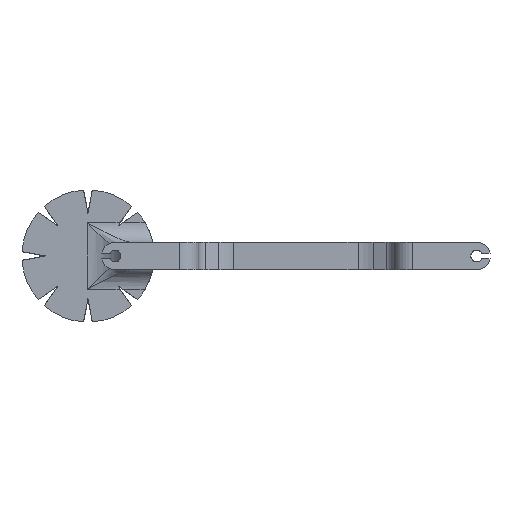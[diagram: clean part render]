
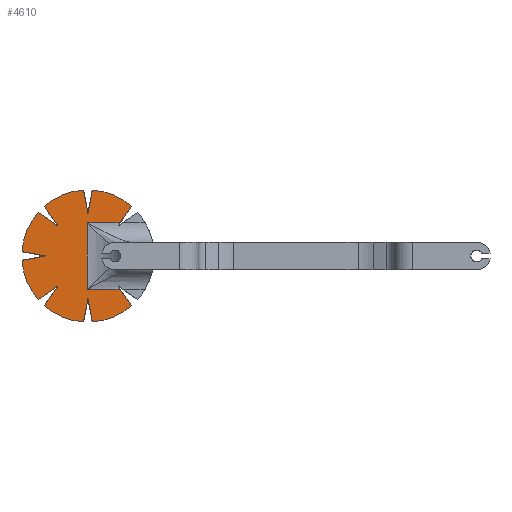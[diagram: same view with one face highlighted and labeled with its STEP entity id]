
A CAD part, front view. The second image highlights one B-rep face of the part: STEP entity #4610.
In plain terms, the highlighted planar face has unit normal (0, -1, 0).
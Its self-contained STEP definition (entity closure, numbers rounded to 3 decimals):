
#128=PLANE('',#5053);
#416=FACE_OUTER_BOUND('',#674,.T.);
#674=EDGE_LOOP('',(#3892,#3893,#3894,#3895,#3896,#3897,#3898,#3899,#3900,
#3901,#3902,#3903,#3904,#3905,#3906,#3907,#3908,#3909,#3910,#3911,#3912));
#1042=LINE('',#7886,#1428);
#1047=LINE('',#7917,#1433);
#1049=LINE('',#7922,#1435);
#1054=LINE('',#7953,#1440);
#1056=LINE('',#7958,#1442);
#1061=LINE('',#7989,#1447);
#1063=LINE('',#7994,#1449);
#1068=LINE('',#8025,#1454);
#1075=LINE('',#8066,#1461);
#1084=LINE('',#8113,#1470);
#1092=LINE('',#8165,#1478);
#1094=LINE('',#8169,#1480);
#1100=LINE('',#8736,#1486);
#1101=LINE('',#8738,#1487);
#1102=LINE('',#8739,#1488);
#1428=VECTOR('',#6010,1000.);
#1433=VECTOR('',#6017,1000.);
#1435=VECTOR('',#6021,1000.);
#1440=VECTOR('',#6028,1000.);
#1442=VECTOR('',#6032,1000.);
#1447=VECTOR('',#6039,1000.);
#1449=VECTOR('',#6043,1000.);
#1454=VECTOR('',#6050,1000.);
#1461=VECTOR('',#6065,1000.);
#1470=VECTOR('',#6088,1000.);
#1478=VECTOR('',#6104,1000.);
#1480=VECTOR('',#6108,1000.);
#1486=VECTOR('',#6194,1000.);
#1487=VECTOR('',#6195,1000.);
#1488=VECTOR('',#6196,1000.);
#1720=CIRCLE('',#5054,17.);
#1721=CIRCLE('',#5055,17.);
#1722=CIRCLE('',#5056,17.);
#1723=CIRCLE('',#5057,17.);
#1724=CIRCLE('',#5058,17.);
#1725=CIRCLE('',#5059,17.);
#2133=VERTEX_POINT('',#7883);
#2134=VERTEX_POINT('',#7885);
#2139=VERTEX_POINT('',#7915);
#2140=VERTEX_POINT('',#7919);
#2141=VERTEX_POINT('',#7921);
#2146=VERTEX_POINT('',#7951);
#2147=VERTEX_POINT('',#7955);
#2148=VERTEX_POINT('',#7957);
#2153=VERTEX_POINT('',#7987);
#2154=VERTEX_POINT('',#7991);
#2155=VERTEX_POINT('',#7993);
#2160=VERTEX_POINT('',#8023);
#2169=VERTEX_POINT('',#8063);
#2170=VERTEX_POINT('',#8065);
#2180=VERTEX_POINT('',#8110);
#2181=VERTEX_POINT('',#8112);
#2190=VERTEX_POINT('',#8162);
#2191=VERTEX_POINT('',#8164);
#2192=VERTEX_POINT('',#8168);
#2202=VERTEX_POINT('',#8735);
#2203=VERTEX_POINT('',#8737);
#2702=EDGE_CURVE('',#2134,#2133,#1042,.T.);
#2709=EDGE_CURVE('',#2133,#2139,#1047,.T.);
#2711=EDGE_CURVE('',#2141,#2140,#1049,.T.);
#2718=EDGE_CURVE('',#2140,#2146,#1054,.T.);
#2720=EDGE_CURVE('',#2148,#2147,#1056,.T.);
#2727=EDGE_CURVE('',#2147,#2153,#1061,.T.);
#2729=EDGE_CURVE('',#2155,#2154,#1063,.T.);
#2736=EDGE_CURVE('',#2154,#2160,#1068,.T.);
#2747=EDGE_CURVE('',#2170,#2169,#1075,.T.);
#2762=EDGE_CURVE('',#2181,#2180,#1084,.T.);
#2775=EDGE_CURVE('',#2191,#2190,#1092,.T.);
#2777=EDGE_CURVE('',#2192,#2191,#1094,.T.);
#2809=EDGE_CURVE('',#2155,#2169,#1720,.T.);
#2810=EDGE_CURVE('',#2148,#2160,#1721,.T.);
#2811=EDGE_CURVE('',#2141,#2153,#1722,.T.);
#2812=EDGE_CURVE('',#2134,#2146,#1723,.T.);
#2813=EDGE_CURVE('',#2192,#2139,#1724,.T.);
#2814=EDGE_CURVE('',#2181,#2190,#1725,.T.);
#2815=EDGE_CURVE('',#2202,#2180,#1100,.T.);
#2816=EDGE_CURVE('',#2203,#2202,#1101,.T.);
#2817=EDGE_CURVE('',#2170,#2203,#1102,.T.);
#3892=ORIENTED_EDGE('',*,*,#2747,.T.);
#3893=ORIENTED_EDGE('',*,*,#2809,.F.);
#3894=ORIENTED_EDGE('',*,*,#2729,.T.);
#3895=ORIENTED_EDGE('',*,*,#2736,.T.);
#3896=ORIENTED_EDGE('',*,*,#2810,.F.);
#3897=ORIENTED_EDGE('',*,*,#2720,.T.);
#3898=ORIENTED_EDGE('',*,*,#2727,.T.);
#3899=ORIENTED_EDGE('',*,*,#2811,.F.);
#3900=ORIENTED_EDGE('',*,*,#2711,.T.);
#3901=ORIENTED_EDGE('',*,*,#2718,.T.);
#3902=ORIENTED_EDGE('',*,*,#2812,.F.);
#3903=ORIENTED_EDGE('',*,*,#2702,.T.);
#3904=ORIENTED_EDGE('',*,*,#2709,.T.);
#3905=ORIENTED_EDGE('',*,*,#2813,.F.);
#3906=ORIENTED_EDGE('',*,*,#2777,.T.);
#3907=ORIENTED_EDGE('',*,*,#2775,.T.);
#3908=ORIENTED_EDGE('',*,*,#2814,.F.);
#3909=ORIENTED_EDGE('',*,*,#2762,.T.);
#3910=ORIENTED_EDGE('',*,*,#2815,.F.);
#3911=ORIENTED_EDGE('',*,*,#2816,.F.);
#3912=ORIENTED_EDGE('',*,*,#2817,.F.);
#4610=ADVANCED_FACE('',(#416),#128,.T.);
#5053=AXIS2_PLACEMENT_3D('',#8728,#6180,#6181);
#5054=AXIS2_PLACEMENT_3D('',#8729,#6182,#6183);
#5055=AXIS2_PLACEMENT_3D('',#8730,#6184,#6185);
#5056=AXIS2_PLACEMENT_3D('',#8731,#6186,#6187);
#5057=AXIS2_PLACEMENT_3D('',#8732,#6188,#6189);
#5058=AXIS2_PLACEMENT_3D('',#8733,#6190,#6191);
#5059=AXIS2_PLACEMENT_3D('',#8734,#6192,#6193);
#6010=DIRECTION('',(0.825,0.,0.565));
#6017=DIRECTION('',(-0.565,0.,-0.825));
#6021=DIRECTION('',(0.983,0.,-0.184));
#6028=DIRECTION('',(-0.983,0.,-0.184));
#6032=DIRECTION('',(0.565,0.,-0.825));
#6039=DIRECTION('',(-0.825,0.,0.565));
#6043=DIRECTION('',(-0.184,0.,-0.983));
#6050=DIRECTION('',(-0.184,0.,0.983));
#6065=DIRECTION('',(0.565,0.,0.825));
#6088=DIRECTION('',(-0.565,0.,0.825));
#6104=DIRECTION('',(0.184,0.,-0.983));
#6108=DIRECTION('',(0.184,0.,0.983));
#6180=DIRECTION('center_axis',(0.,-1.,0.));
#6181=DIRECTION('ref_axis',(0.,0.,1.));
#6182=DIRECTION('center_axis',(0.,1.,0.));
#6183=DIRECTION('ref_axis',(0.,0.,1.));
#6184=DIRECTION('center_axis',(0.,1.,0.));
#6185=DIRECTION('ref_axis',(0.,0.,1.));
#6186=DIRECTION('center_axis',(0.,1.,0.));
#6187=DIRECTION('ref_axis',(0.,0.,1.));
#6188=DIRECTION('center_axis',(0.,1.,0.));
#6189=DIRECTION('ref_axis',(0.,0.,1.));
#6190=DIRECTION('center_axis',(0.,1.,0.));
#6191=DIRECTION('ref_axis',(0.,0.,1.));
#6192=DIRECTION('center_axis',(0.,1.,0.));
#6193=DIRECTION('ref_axis',(0.,0.,1.));
#6194=DIRECTION('',(1.,0.,0.));
#6195=DIRECTION('',(0.,0.,-1.));
#6196=DIRECTION('',(-1.,0.,0.));
#7883=CARTESIAN_POINT('',(-61.278,-4.,-4.278));
#7885=CARTESIAN_POINT('',(-66.285,-4.,-7.704));
#7886=CARTESIAN_POINT('',(-67.996,-4.,-8.874));
#7915=CARTESIAN_POINT('',(-64.704,-4.,-9.285));
#7917=CARTESIAN_POINT('',(-61.278,-4.,-4.278));
#7919=CARTESIAN_POINT('',(-64.5,-4.,3.5));
#7921=CARTESIAN_POINT('',(-70.463,-4.,4.618));
#7922=CARTESIAN_POINT('',(-72.5,-4.,5.));
#7951=CARTESIAN_POINT('',(-70.463,-4.,2.382));
#7953=CARTESIAN_POINT('',(-64.5,-4.,3.5));
#7955=CARTESIAN_POINT('',(-61.278,-4.,11.278));
#7957=CARTESIAN_POINT('',(-64.704,-4.,16.285));
#7958=CARTESIAN_POINT('',(-65.874,-4.,17.996));
#7987=CARTESIAN_POINT('',(-66.285,-4.,14.704));
#7989=CARTESIAN_POINT('',(-61.278,-4.,11.278));
#7991=CARTESIAN_POINT('',(-53.5,-4.,14.5));
#7993=CARTESIAN_POINT('',(-52.382,-4.,20.463));
#7994=CARTESIAN_POINT('',(-52.,-4.,22.5));
#8023=CARTESIAN_POINT('',(-54.618,-4.,20.463));
#8025=CARTESIAN_POINT('',(-53.5,-4.,14.5));
#8063=CARTESIAN_POINT('',(-42.296,-4.,16.285));
#8065=CARTESIAN_POINT('',(-45.228,-4.,12.));
#8066=CARTESIAN_POINT('',(-45.722,-4.,11.278));
#8110=CARTESIAN_POINT('',(-45.228,-4.,-5.));
#8112=CARTESIAN_POINT('',(-42.296,-4.,-9.285));
#8113=CARTESIAN_POINT('',(-41.126,-4.,-10.996));
#8162=CARTESIAN_POINT('',(-52.382,-4.,-13.463));
#8164=CARTESIAN_POINT('',(-53.5,-4.,-7.5));
#8165=CARTESIAN_POINT('',(-53.5,-4.,-7.5));
#8168=CARTESIAN_POINT('',(-54.618,-4.,-13.463));
#8169=CARTESIAN_POINT('',(-55.,-4.,-15.5));
#8728=CARTESIAN_POINT('Origin',(-53.5,-4.,3.5));
#8729=CARTESIAN_POINT('Origin',(-53.5,-4.,3.5));
#8730=CARTESIAN_POINT('Origin',(-53.5,-4.,3.5));
#8731=CARTESIAN_POINT('Origin',(-53.5,-4.,3.5));
#8732=CARTESIAN_POINT('Origin',(-53.5,-4.,3.5));
#8733=CARTESIAN_POINT('Origin',(-53.5,-4.,3.5));
#8734=CARTESIAN_POINT('Origin',(-53.5,-4.,3.5));
#8735=CARTESIAN_POINT('',(-53.685,-4.,-5.));
#8736=CARTESIAN_POINT('',(-36.864,-4.,-5.));
#8737=CARTESIAN_POINT('',(-53.685,-4.,12.));
#8738=CARTESIAN_POINT('',(-53.685,-4.,3.5));
#8739=CARTESIAN_POINT('',(-53.5,-4.,12.));
